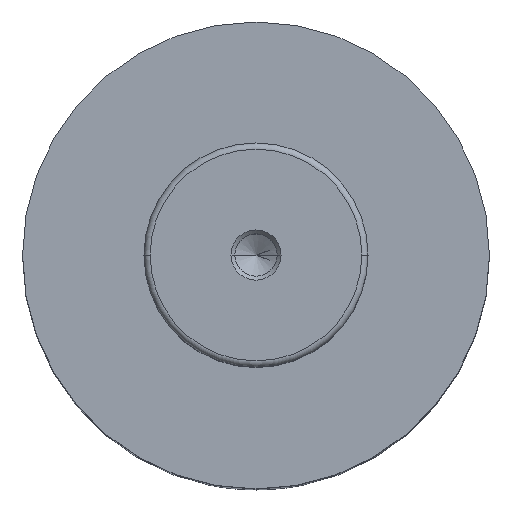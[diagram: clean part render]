
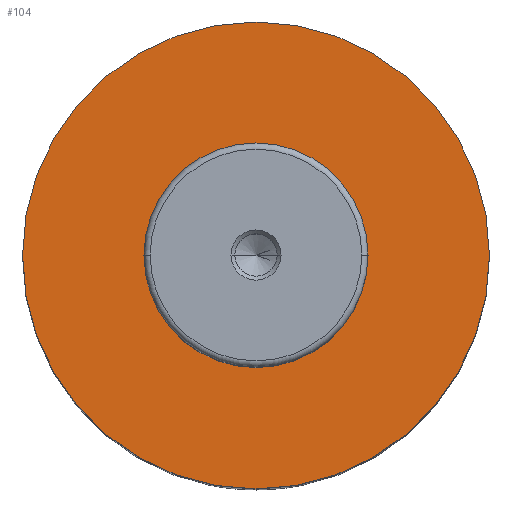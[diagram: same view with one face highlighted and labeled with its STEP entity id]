
A CAD part, top view. The second image highlights one B-rep face of the part: STEP entity #104.
In plain terms, the highlighted planar face has unit normal (0, 0, 1).
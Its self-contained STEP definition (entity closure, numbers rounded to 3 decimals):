
#52 = EDGE_CURVE ( 'NONE', #354, #518, #1824, .T. ) ;
#62 = DIRECTION ( 'NONE',  ( 0., 0., -1. ) ) ;
#104 = ADVANCED_FACE ( 'NONE', ( #2082, #284 ), #1572, .T. ) ;
#141 = DIRECTION ( 'NONE',  ( -1., 0., 0. ) ) ;
#203 = CARTESIAN_POINT ( 'NONE',  ( -18., 0., 95. ) ) ;
#257 = ORIENTED_EDGE ( 'NONE', *, *, #551, .T. ) ;
#284 = FACE_OUTER_BOUND ( 'NONE', #598, .T. ) ;
#304 = DIRECTION ( 'NONE',  ( 0., 0., -1. ) ) ;
#354 = VERTEX_POINT ( 'NONE', #1173 ) ;
#387 = DIRECTION ( 'NONE',  ( 1., 0., 0. ) ) ;
#403 = EDGE_CURVE ( 'NONE', #2149, #1577, #1518, .T. ) ;
#518 = VERTEX_POINT ( 'NONE', #1732 ) ;
#551 = EDGE_CURVE ( 'NONE', #518, #354, #1711, .T. ) ;
#598 = EDGE_LOOP ( 'NONE', ( #617, #767 ) ) ;
#617 = ORIENTED_EDGE ( 'NONE', *, *, #403, .F. ) ;
#749 = EDGE_LOOP ( 'NONE', ( #257, #771 ) ) ;
#767 = ORIENTED_EDGE ( 'NONE', *, *, #1363, .F. ) ;
#771 = ORIENTED_EDGE ( 'NONE', *, *, #52, .T. ) ;
#887 = CARTESIAN_POINT ( 'NONE',  ( 0., 0., 95. ) ) ;
#890 = DIRECTION ( 'NONE',  ( 0., 0., 1. ) ) ;
#1066 = DIRECTION ( 'NONE',  ( -1., 0., 0. ) ) ;
#1173 = CARTESIAN_POINT ( 'NONE',  ( 18., 0., 95. ) ) ;
#1185 = DIRECTION ( 'NONE',  ( 0., 0., -1. ) ) ;
#1254 = AXIS2_PLACEMENT_3D ( 'NONE', #2147, #62, #1771 ) ;
#1336 = CARTESIAN_POINT ( 'NONE',  ( 0., 0., 95. ) ) ;
#1363 = EDGE_CURVE ( 'NONE', #1577, #2149, #1723, .T. ) ;
#1503 = DIRECTION ( 'NONE',  ( -1., 0., 0. ) ) ;
#1518 = CIRCLE ( 'NONE', #2154, 37.5 ) ;
#1572 = PLANE ( 'NONE',  #2199 ) ;
#1577 = VERTEX_POINT ( 'NONE', #2067 ) ;
#1624 = AXIS2_PLACEMENT_3D ( 'NONE', #887, #2119, #1066 ) ;
#1711 = CIRCLE ( 'NONE', #1624, 18. ) ;
#1723 = CIRCLE ( 'NONE', #1953, 37.5 ) ;
#1732 = CARTESIAN_POINT ( 'NONE',  ( -18., 0., 95. ) ) ;
#1771 = DIRECTION ( 'NONE',  ( -1., 0., 0. ) ) ;
#1822 = CARTESIAN_POINT ( 'NONE',  ( -37.5, 0., 95. ) ) ;
#1824 = CIRCLE ( 'NONE', #1254, 18. ) ;
#1953 = AXIS2_PLACEMENT_3D ( 'NONE', #1336, #304, #1503 ) ;
#2067 = CARTESIAN_POINT ( 'NONE',  ( 37.5, 0., 95. ) ) ;
#2082 = FACE_BOUND ( 'NONE', #749, .T. ) ;
#2119 = DIRECTION ( 'NONE',  ( 0., 0., -1. ) ) ;
#2147 = CARTESIAN_POINT ( 'NONE',  ( 0., 0., 95. ) ) ;
#2149 = VERTEX_POINT ( 'NONE', #1822 ) ;
#2154 = AXIS2_PLACEMENT_3D ( 'NONE', #2239, #1185, #141 ) ;
#2199 = AXIS2_PLACEMENT_3D ( 'NONE', #203, #890, #387 ) ;
#2239 = CARTESIAN_POINT ( 'NONE',  ( 0., 0., 95. ) ) ;
